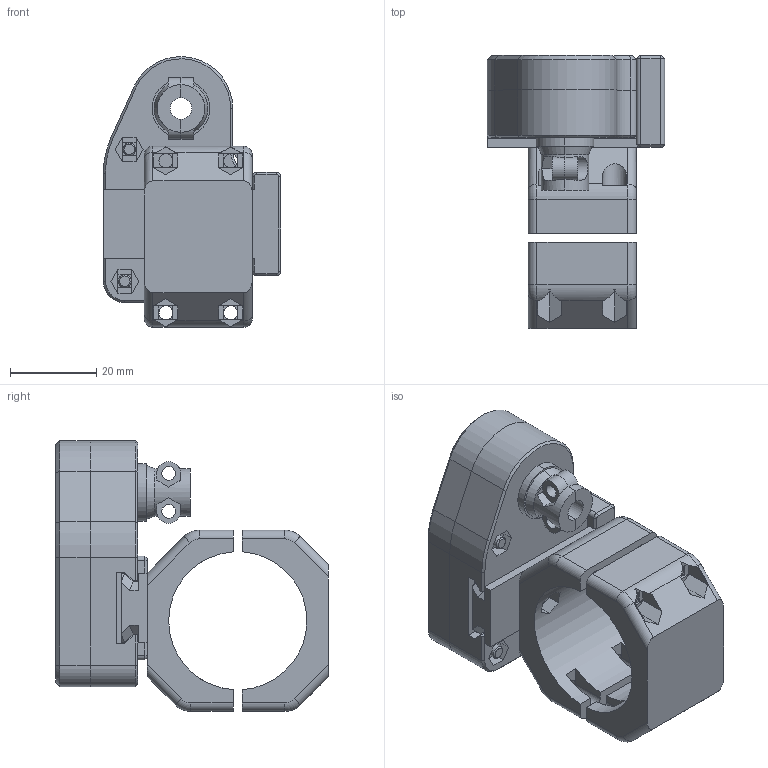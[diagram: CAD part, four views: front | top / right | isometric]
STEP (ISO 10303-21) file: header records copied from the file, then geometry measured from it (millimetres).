
FILE_DESCRIPTION(/* description */ (''),/* implementation_level */ '2;1');
FILE_NAME(/* name */ 'display v7.step',/* time_stamp */ '2020-09-28T23:53:58+02:00',/* author */ (''),/* organization */ (''),/* preprocessor_version */ 'ST-DEVELOPER v18.1',/* originating_system */ 'Autodesk Translation Framework v9.3.0.1241',/* authorisation */ '');
FILE_SCHEMA (('AUTOMOTIVE_DESIGN { 1 0 10303 214 3 1 1 }'));
Length unit declared in the file: millimetre
Products named in the file (6): display; hex_socket_cylindrical_head_M3x16; OBS-D-001; OBS-D-002; OBS-D-004; OBS-D-003
Assembly tree (7 placements, depth 2):
  display
    hex_socket_cylindrical_head_M3x16  x3
    OBS-D-001
    OBS-D-002
    OBS-D-004
    OBS-D-003
Bounding box: 41.1 x 63.2 x 62.68 mm (x, y, z)
Volume: 41494 mm3; surface area: 27302.7 mm2
Topology: 10 solids, 10 shells, 658 faces, 1739 edges, 1096 vertices
Faces by surface type: plane 494, cylinder 117, cone 36, torus 11
Full cylindrical faces by diameter (mm): 3 x9, 3.2 x16, 5.5 x3, 6 x5, 12 x2, 18 x1, 21 x1
Entity records: 19732 total; most frequent: CARTESIAN_POINT 3484, ORIENTED_EDGE 3366, DIRECTION 3354, EDGE_CURVE 1683, LINE 1278, VECTOR 1278, VERTEX_POINT 1060, AXIS2_PLACEMENT_3D 1038
